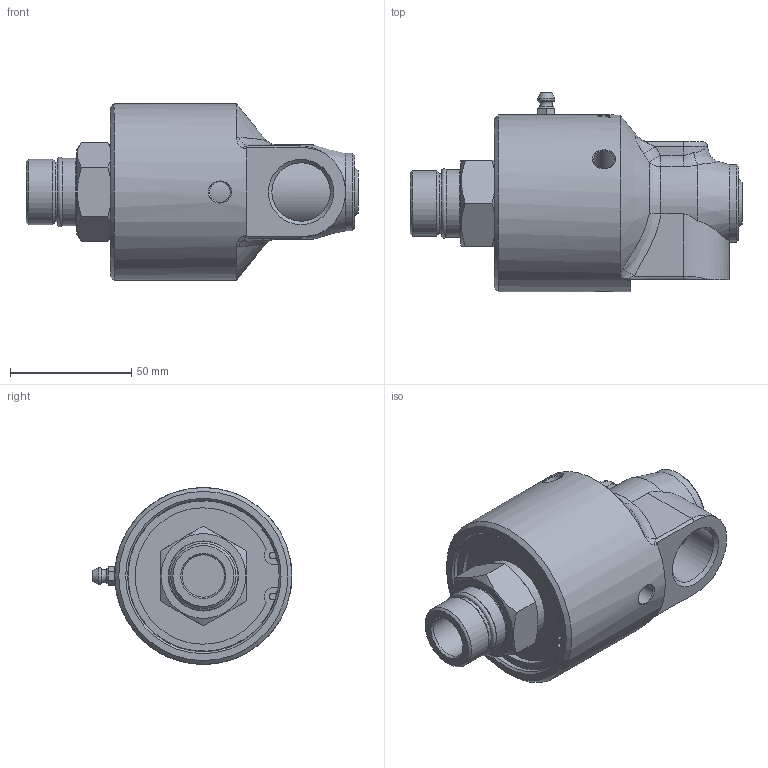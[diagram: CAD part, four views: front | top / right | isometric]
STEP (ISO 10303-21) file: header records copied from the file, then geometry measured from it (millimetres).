
FILE_DESCRIPTION(/* description */ (''),/* implementation_level */ '2;1');
FILE_NAME(/* name */ '255-269-458-IC.stp',/* time_stamp */ '2020-05-19T14:10:24-05:00',/* author */ ('GALINDOLM'),/* organization */ (''),/* preprocessor_version */ 'ST-DEVELOPER v18',/* originating_system */ 'Autodesk Inventor 2020',/* authorisation */ '');
FILE_SCHEMA (('AUTOMOTIVE_DESIGN { 1 0 10303 214 3 1 1 }'));
Products named in the file (1): 255-269-458-IC
Bounding box: 136.95 x 82.38 x 73 mm (x, y, z)
Volume: 310639.5 mm3; surface area: 38197.1 mm2
Topology: 2 solids, 4 shells, 458 faces, 1217 edges, 810 vertices
Faces by surface type: bspline 213, plane 134, cylinder 69, cone 32, torus 8, sphere 2
Full cylindrical faces by diameter (mm): 2.794 x2, 5.359 x1, 6.325 x1, 8.6 x3, 17.5 x1, 24.117 x1, 24.6 x1, 26.968 x1, 27.993 x1, 29.85 x1, 30.2 x1, 32 x1, 35 x1, 62.5 x1, 73 x1
Entity records: 56804 total; most frequent: CARTESIAN_POINT 46171, ORIENTED_EDGE 2434, DIRECTION 1704, EDGE_CURVE 1217, VERTEX_POINT 810, AXIS2_PLACEMENT_3D 630, EDGE_LOOP 505, FACE_OUTER_BOUND 458
